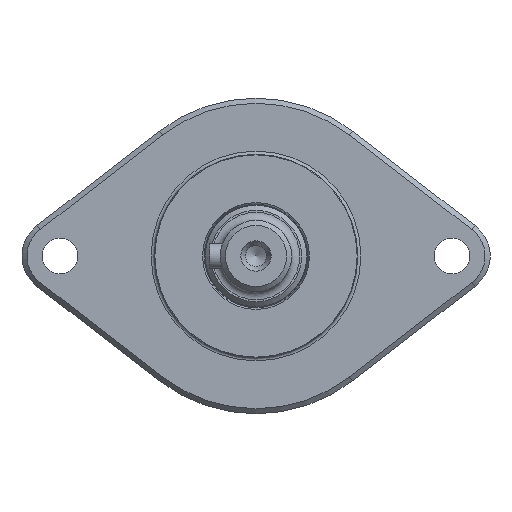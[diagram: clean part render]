
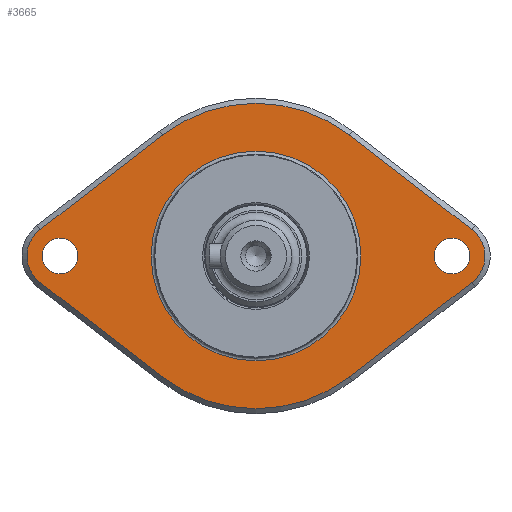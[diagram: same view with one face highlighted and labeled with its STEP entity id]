
A CAD part, left-side view. The second image highlights one B-rep face of the part: STEP entity #3665.
In plain terms, the highlighted planar face has unit normal (-1, 0, 0).
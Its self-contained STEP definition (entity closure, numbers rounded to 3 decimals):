
#299=FACE_BOUND('',#1218,.T.);
#300=FACE_BOUND('',#1219,.T.);
#301=FACE_BOUND('',#1220,.T.);
#365=LINE('',#5519,#657);
#369=LINE('',#5531,#661);
#373=LINE('',#5543,#665);
#376=LINE('',#5552,#668);
#657=VECTOR('',#4450,10.);
#661=VECTOR('',#4462,10.);
#665=VECTOR('',#4474,10.);
#668=VECTOR('',#4485,10.);
#1000=FACE_OUTER_BOUND('',#1217,.T.);
#1217=EDGE_LOOP('',(#2642,#2643,#2644,#2645,#2646,#2647,#2648,#2649));
#1218=EDGE_LOOP('',(#2650,#2651));
#1219=EDGE_LOOP('',(#2652));
#1220=EDGE_LOOP('',(#2653));
#1469=CIRCLE('',#3944,6.5);
#1471=CIRCLE('',#3948,30.);
#1473=CIRCLE('',#3952,6.5);
#1475=CIRCLE('',#3956,30.);
#1479=CIRCLE('',#3966,20.6);
#1480=CIRCLE('',#3967,20.6);
#1481=CIRCLE('',#3968,3.5);
#1482=CIRCLE('',#3969,3.5);
#1667=VERTEX_POINT('',#5508);
#1668=VERTEX_POINT('',#5510);
#1671=VERTEX_POINT('',#5517);
#1673=VERTEX_POINT('',#5523);
#1675=VERTEX_POINT('',#5529);
#1677=VERTEX_POINT('',#5535);
#1679=VERTEX_POINT('',#5541);
#1681=VERTEX_POINT('',#5547);
#1687=VERTEX_POINT('',#5573);
#1688=VERTEX_POINT('',#5574);
#1689=VERTEX_POINT('',#5577);
#1690=VERTEX_POINT('',#5579);
#2027=EDGE_CURVE('',#1667,#1668,#1469,.T.);
#2031=EDGE_CURVE('',#1671,#1667,#365,.T.);
#2034=EDGE_CURVE('',#1673,#1671,#1471,.T.);
#2037=EDGE_CURVE('',#1675,#1673,#369,.T.);
#2040=EDGE_CURVE('',#1677,#1675,#1473,.T.);
#2043=EDGE_CURVE('',#1679,#1677,#373,.T.);
#2046=EDGE_CURVE('',#1681,#1679,#1475,.T.);
#2048=EDGE_CURVE('',#1668,#1681,#376,.T.);
#2059=EDGE_CURVE('',#1687,#1688,#1479,.T.);
#2060=EDGE_CURVE('',#1688,#1687,#1480,.T.);
#2061=EDGE_CURVE('',#1689,#1689,#1481,.T.);
#2062=EDGE_CURVE('',#1690,#1690,#1482,.T.);
#2642=ORIENTED_EDGE('',*,*,#2027,.F.);
#2643=ORIENTED_EDGE('',*,*,#2031,.F.);
#2644=ORIENTED_EDGE('',*,*,#2034,.F.);
#2645=ORIENTED_EDGE('',*,*,#2037,.F.);
#2646=ORIENTED_EDGE('',*,*,#2040,.F.);
#2647=ORIENTED_EDGE('',*,*,#2043,.F.);
#2648=ORIENTED_EDGE('',*,*,#2046,.F.);
#2649=ORIENTED_EDGE('',*,*,#2048,.F.);
#2650=ORIENTED_EDGE('',*,*,#2059,.F.);
#2651=ORIENTED_EDGE('',*,*,#2060,.F.);
#2652=ORIENTED_EDGE('',*,*,#2061,.T.);
#2653=ORIENTED_EDGE('',*,*,#2062,.T.);
#3528=PLANE('',#3965);
#3665=ADVANCED_FACE('',(#1000,#299,#300,#301),#3528,.T.);
#3944=AXIS2_PLACEMENT_3D('',#5511,#4442,#4443);
#3948=AXIS2_PLACEMENT_3D('',#5525,#4455,#4456);
#3952=AXIS2_PLACEMENT_3D('',#5537,#4467,#4468);
#3956=AXIS2_PLACEMENT_3D('',#5549,#4479,#4480);
#3965=AXIS2_PLACEMENT_3D('',#5572,#4506,#4507);
#3966=AXIS2_PLACEMENT_3D('',#5575,#4508,#4509);
#3967=AXIS2_PLACEMENT_3D('',#5576,#4510,#4511);
#3968=AXIS2_PLACEMENT_3D('',#5578,#4512,#4513);
#3969=AXIS2_PLACEMENT_3D('',#5580,#4514,#4515);
#4442=DIRECTION('center_axis',(1.,0.,0.));
#4443=DIRECTION('ref_axis',(0.,0.61,-0.792));
#4450=DIRECTION('',(0.,0.792,0.61));
#4455=DIRECTION('center_axis',(1.,0.,0.));
#4456=DIRECTION('ref_axis',(0.,-0.61,-0.792));
#4462=DIRECTION('',(0.,0.792,-0.61));
#4467=DIRECTION('center_axis',(1.,0.,0.));
#4468=DIRECTION('ref_axis',(0.,-0.61,0.792));
#4474=DIRECTION('',(0.,-0.792,-0.61));
#4479=DIRECTION('center_axis',(1.,0.,0.));
#4480=DIRECTION('ref_axis',(0.,0.61,0.792));
#4485=DIRECTION('',(0.,-0.792,0.61));
#4506=DIRECTION('center_axis',(-1.,0.,0.));
#4507=DIRECTION('ref_axis',(0.,0.,1.));
#4508=DIRECTION('center_axis',(-1.,0.,0.));
#4509=DIRECTION('ref_axis',(0.,1.,0.));
#4510=DIRECTION('center_axis',(-1.,0.,0.));
#4511=DIRECTION('ref_axis',(0.,1.,0.));
#4512=DIRECTION('center_axis',(1.,0.,0.));
#4513=DIRECTION('ref_axis',(0.,0.,1.));
#4514=DIRECTION('center_axis',(1.,0.,0.));
#4515=DIRECTION('ref_axis',(0.,0.,1.));
#5508=CARTESIAN_POINT('',(-136.4,42.468,-5.149));
#5510=CARTESIAN_POINT('',(-136.4,42.468,5.149));
#5511=CARTESIAN_POINT('Origin',(-136.4,38.5,0.));
#5517=CARTESIAN_POINT('',(-136.4,18.312,-23.763));
#5519=CARTESIAN_POINT('',(-136.4,40.836,-6.406));
#5523=CARTESIAN_POINT('',(-136.4,-18.312,-23.763));
#5525=CARTESIAN_POINT('Origin',(-136.4,0.,0.));
#5529=CARTESIAN_POINT('',(-136.4,-42.468,-5.149));
#5531=CARTESIAN_POINT('',(-136.4,-7.865,-31.813));
#5535=CARTESIAN_POINT('',(-136.4,-42.468,5.149));
#5537=CARTESIAN_POINT('Origin',(-136.4,-38.5,0.));
#5541=CARTESIAN_POINT('',(-136.4,-18.312,23.763));
#5543=CARTESIAN_POINT('',(-136.4,-19.943,22.506));
#5547=CARTESIAN_POINT('',(-136.4,18.312,23.763));
#5549=CARTESIAN_POINT('Origin',(-136.4,0.,0.));
#5552=CARTESIAN_POINT('',(-136.4,28.758,15.713));
#5572=CARTESIAN_POINT('Origin',(-136.4,33.3,0.));
#5573=CARTESIAN_POINT('',(-136.4,20.6,0.));
#5574=CARTESIAN_POINT('',(-136.4,0.,-20.6));
#5575=CARTESIAN_POINT('Origin',(-136.4,0.,0.));
#5576=CARTESIAN_POINT('Origin',(-136.4,0.,0.));
#5577=CARTESIAN_POINT('',(-136.4,38.5,-3.5));
#5578=CARTESIAN_POINT('Origin',(-136.4,38.5,0.));
#5579=CARTESIAN_POINT('',(-136.4,-38.5,-3.5));
#5580=CARTESIAN_POINT('Origin',(-136.4,-38.5,0.));
